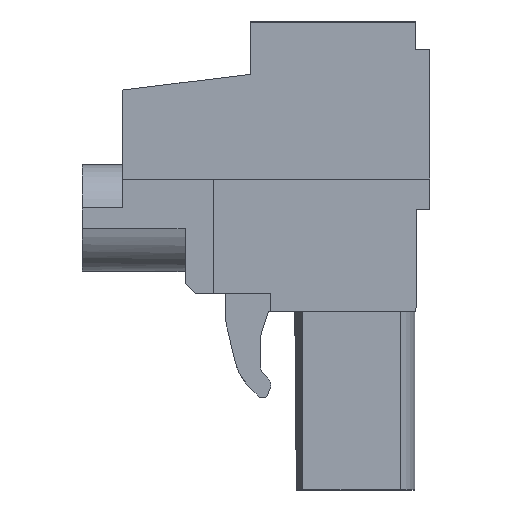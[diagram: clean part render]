
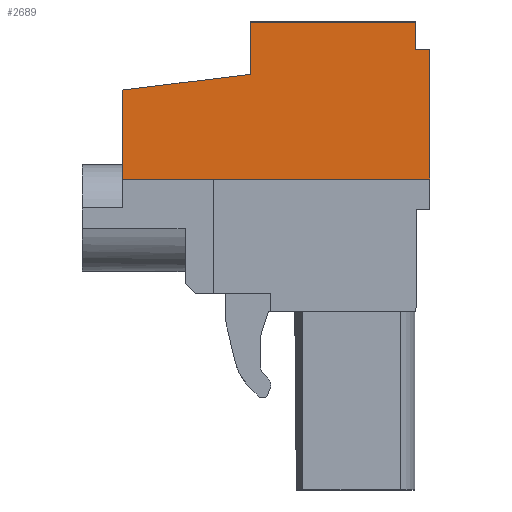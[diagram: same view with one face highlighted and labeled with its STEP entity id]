
A CAD part, left-side view. The second image highlights one B-rep face of the part: STEP entity #2689.
In plain terms, the highlighted planar face has unit normal (-1, 0, 0).
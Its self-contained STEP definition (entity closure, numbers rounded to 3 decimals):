
#2637=AXIS2_PLACEMENT_3D('Plane Axis2P3D',#2634,#2635,#2636) ;
#328=CARTESIAN_POINT('Vertex',(0.,0.,21.9)) ;
#331=CARTESIAN_POINT('Line Origine',(0.,0.,18.675)) ;
#335=CARTESIAN_POINT('Vertex',(0.,0.,15.45)) ;
#2618=CARTESIAN_POINT('Vertex',(0.,0.7,21.9)) ;
#2621=CARTESIAN_POINT('Line Origine',(0.,0.35,21.9)) ;
#2634=CARTESIAN_POINT('Axis2P3D Location',(0.,0.,0.)) ;
#2639=CARTESIAN_POINT('Line Origine',(0.,0.7,22.575)) ;
#2643=CARTESIAN_POINT('Vertex',(0.,0.7,23.25)) ;
#2646=CARTESIAN_POINT('Line Origine',(0.,4.8,23.25)) ;
#2650=CARTESIAN_POINT('Vertex',(0.,8.9,23.25)) ;
#2653=CARTESIAN_POINT('Line Origine',(0.,8.9,21.95)) ;
#2657=CARTESIAN_POINT('Vertex',(0.,8.9,20.65)) ;
#2660=CARTESIAN_POINT('Line Origine',(0.,12.075,20.26)) ;
#2664=CARTESIAN_POINT('Vertex',(0.,15.25,19.87)) ;
#2667=CARTESIAN_POINT('Line Origine',(0.,15.25,17.66)) ;
#2671=CARTESIAN_POINT('Vertex',(0.,15.25,15.45)) ;
#2674=CARTESIAN_POINT('Line Origine',(0.,7.625,15.45)) ;
#332=DIRECTION('Vector Direction',(0.,0.,-1.)) ;
#2622=DIRECTION('Vector Direction',(0.,-1.,0.)) ;
#2635=DIRECTION('Axis2P3D Direction',(-1.,0.,0.)) ;
#2636=DIRECTION('Axis2P3D XDirection',(0.,0.,1.)) ;
#2640=DIRECTION('Vector Direction',(0.,0.,-1.)) ;
#2647=DIRECTION('Vector Direction',(0.,-1.,0.)) ;
#2654=DIRECTION('Vector Direction',(0.,0.,1.)) ;
#2661=DIRECTION('Vector Direction',(0.,-0.993,0.122)) ;
#2668=DIRECTION('Vector Direction',(0.,0.,-1.)) ;
#2675=DIRECTION('Vector Direction',(0.,-1.,0.)) ;
#333=VECTOR('Line Direction',#332,1.) ;
#2623=VECTOR('Line Direction',#2622,1.) ;
#2641=VECTOR('Line Direction',#2640,1.) ;
#2648=VECTOR('Line Direction',#2647,1.) ;
#2655=VECTOR('Line Direction',#2654,1.) ;
#2662=VECTOR('Line Direction',#2661,1.) ;
#2669=VECTOR('Line Direction',#2668,1.) ;
#2676=VECTOR('Line Direction',#2675,1.) ;
#2680=ORIENTED_EDGE('',*,*,#337,.T.) ;
#2681=ORIENTED_EDGE('',*,*,#2625,.T.) ;
#2682=ORIENTED_EDGE('',*,*,#2645,.T.) ;
#2683=ORIENTED_EDGE('',*,*,#2652,.T.) ;
#2684=ORIENTED_EDGE('',*,*,#2659,.T.) ;
#2685=ORIENTED_EDGE('',*,*,#2666,.T.) ;
#2686=ORIENTED_EDGE('',*,*,#2673,.T.) ;
#2687=ORIENTED_EDGE('',*,*,#2678,.F.) ;
#2689=ADVANCED_FACE('HOUSING',(#2688),#2638,.T.) ;
#337=EDGE_CURVE('',#336,#329,#334,.F.) ;
#2625=EDGE_CURVE('',#329,#2619,#2624,.F.) ;
#2645=EDGE_CURVE('',#2619,#2644,#2642,.F.) ;
#2652=EDGE_CURVE('',#2644,#2651,#2649,.F.) ;
#2659=EDGE_CURVE('',#2651,#2658,#2656,.F.) ;
#2666=EDGE_CURVE('',#2658,#2665,#2663,.F.) ;
#2673=EDGE_CURVE('',#2665,#2672,#2670,.T.) ;
#2678=EDGE_CURVE('',#336,#2672,#2677,.F.) ;
#2679=EDGE_LOOP('',(#2680,#2681,#2682,#2683,#2684,#2685,#2686,#2687)) ;
#2688=FACE_OUTER_BOUND('',#2679,.T.) ;
#334=LINE('Line',#331,#333) ;
#2624=LINE('Line',#2621,#2623) ;
#2642=LINE('Line',#2639,#2641) ;
#2649=LINE('Line',#2646,#2648) ;
#2656=LINE('Line',#2653,#2655) ;
#2663=LINE('Line',#2660,#2662) ;
#2670=LINE('Line',#2667,#2669) ;
#2677=LINE('Line',#2674,#2676) ;
#2638=PLANE('',#2637) ;
#329=VERTEX_POINT('',#328) ;
#336=VERTEX_POINT('',#335) ;
#2619=VERTEX_POINT('',#2618) ;
#2644=VERTEX_POINT('',#2643) ;
#2651=VERTEX_POINT('',#2650) ;
#2658=VERTEX_POINT('',#2657) ;
#2665=VERTEX_POINT('',#2664) ;
#2672=VERTEX_POINT('',#2671) ;
